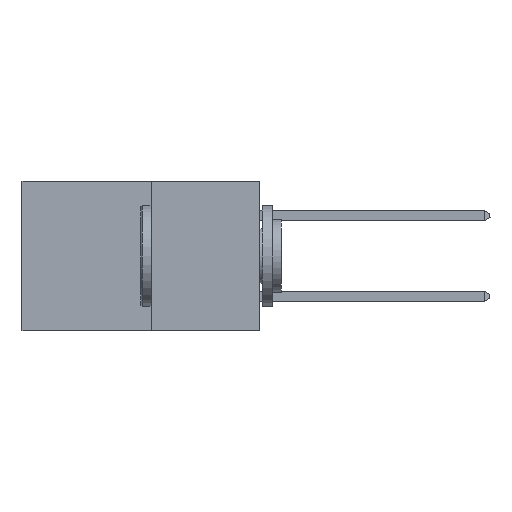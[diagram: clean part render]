
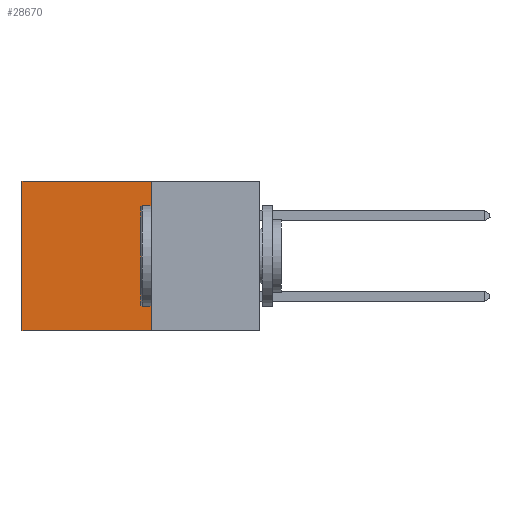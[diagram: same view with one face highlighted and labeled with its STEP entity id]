
A CAD part, left-side view. The second image highlights one B-rep face of the part: STEP entity #28670.
In plain terms, the highlighted planar face has unit normal (-1, 0, 0).
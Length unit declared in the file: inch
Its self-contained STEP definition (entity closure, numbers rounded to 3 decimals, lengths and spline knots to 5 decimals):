
#3376 = LINE ( 'NONE', #19423, #11682 ) ;
#4137 = AXIS2_PLACEMENT_3D ( 'NONE', #24670, #7964, #27436 ) ;
#5764 = EDGE_CURVE ( 'NONE', #14941, #22788, #17849, .T. ) ;
#5972 = CARTESIAN_POINT ( 'NONE',  ( 0.277, 0.59, -0.37 ) ) ;
#6714 = VERTEX_POINT ( 'NONE', #15351 ) ;
#7964 = DIRECTION ( 'NONE',  ( 1., 0., 0. ) ) ;
#8018 = CARTESIAN_POINT ( 'NONE',  ( 0.277, 0.59, -0.37 ) ) ;
#8089 = DIRECTION ( 'NONE',  ( 0., 0., -1. ) ) ;
#8332 = DIRECTION ( 'NONE',  ( 0., 1., 0. ) ) ;
#8347 = CARTESIAN_POINT ( 'NONE',  ( 0.277, 0.59, 0. ) ) ;
#8934 = LINE ( 'NONE', #22153, #15480 ) ;
#10883 = EDGE_CURVE ( 'NONE', #6714, #22788, #3376, .T. ) ;
#11682 = VECTOR ( 'NONE', #8332, 39.37008 ) ;
#12313 = EDGE_CURVE ( 'NONE', #23288, #6714, #8934, .T. ) ;
#14884 = EDGE_CURVE ( 'NONE', #23288, #14941, #17502, .T. ) ;
#14941 = VERTEX_POINT ( 'NONE', #8347 ) ;
#15351 = CARTESIAN_POINT ( 'NONE',  ( 0.277, 0.27, -0.37 ) ) ;
#15480 = VECTOR ( 'NONE', #22268, 39.37008 ) ;
#16630 = VECTOR ( 'NONE', #27560, 39.37008 ) ;
#17502 = LINE ( 'NONE', #24797, #16630 ) ;
#17849 = LINE ( 'NONE', #8018, #24396 ) ;
#19423 = CARTESIAN_POINT ( 'NONE',  ( 0.277, 0.27, -0.37 ) ) ;
#19739 = ORIENTED_EDGE ( 'NONE', *, *, #12313, .F. ) ;
#22153 = CARTESIAN_POINT ( 'NONE',  ( 0.277, 0.27, -0.37 ) ) ;
#22268 = DIRECTION ( 'NONE',  ( 0., 0., -1. ) ) ;
#22393 = EDGE_LOOP ( 'NONE', ( #29344, #35408, #19739, #24172 ) ) ;
#22788 = VERTEX_POINT ( 'NONE', #5972 ) ;
#23288 = VERTEX_POINT ( 'NONE', #32836 ) ;
#24172 = ORIENTED_EDGE ( 'NONE', *, *, #14884, .T. ) ;
#24396 = VECTOR ( 'NONE', #8089, 39.37008 ) ;
#24670 = CARTESIAN_POINT ( 'NONE',  ( 0.277, 0.27, -0.37 ) ) ;
#24797 = CARTESIAN_POINT ( 'NONE',  ( 0.277, 0.27, 0. ) ) ;
#25303 = FACE_OUTER_BOUND ( 'NONE', #22393, .T. ) ;
#27436 = DIRECTION ( 'NONE',  ( 0., 0., -1. ) ) ;
#27560 = DIRECTION ( 'NONE',  ( 0., 1., 0. ) ) ;
#28670 = ADVANCED_FACE ( 'NONE', ( #25303 ), #30073, .F. ) ;
#29344 = ORIENTED_EDGE ( 'NONE', *, *, #5764, .T. ) ;
#30073 = PLANE ( 'NONE',  #4137 ) ;
#32836 = CARTESIAN_POINT ( 'NONE',  ( 0.277, 0.27, 0. ) ) ;
#35408 = ORIENTED_EDGE ( 'NONE', *, *, #10883, .F. ) ;
